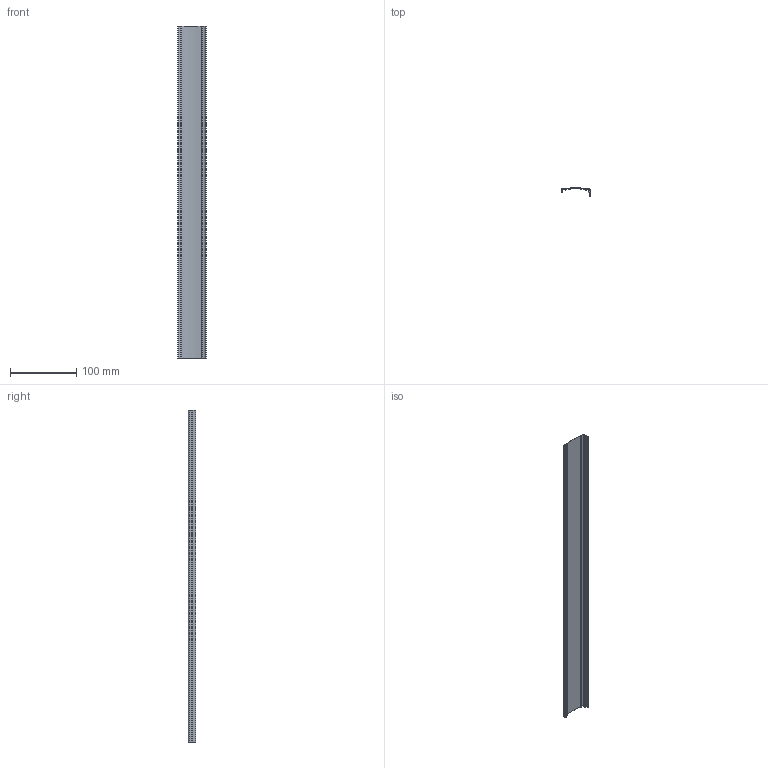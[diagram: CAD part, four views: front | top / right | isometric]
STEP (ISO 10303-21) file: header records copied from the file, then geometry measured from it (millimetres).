
FILE_DESCRIPTION(/* description */ ('STEP AP214'),/* implementation_level */ '2;1');
FILE_NAME(/* name */ '1212479_DADS-AB-G6-10-500',/* time_stamp */ '2024-08-13T14:23:20+02:00',/* author */ ('License CC BY-ND 4.0'),/* organization */ ('CADENAS'),/* preprocessor_version */ 'ST-DEVELOPER v19.3',/* originating_system */ 'PARTsolutions',/* authorisation */ ' ');
FILE_SCHEMA (('AUTOMOTIVE_DESIGN {1 0 10303 214 3 1 1}'));
Length unit declared in the file: millimetre
Products named in the file (2): 1212479 DADS-AB-G6-10-500; 1212383 DADS-AB-G6-10-500---(P)
Assembly tree (1 placements, depth 2):
  1212479 DADS-AB-G6-10-500
    1212383 DADS-AB-G6-10-500---(P)
Bounding box: 43.59 x 11.57 x 500 mm (x, y, z)
Volume: 27177.5 mm3; surface area: 62794 mm2
Topology: 1 solids, 1 shells, 57 faces, 165 edges, 110 vertices
Faces by surface type: cylinder 31, plane 26
Entity records: 1950 total; most frequent: DIRECTION 345, CARTESIAN_POINT 334, ORIENTED_EDGE 330, EDGE_CURVE 165, AXIS2_PLACEMENT_3D 121, VERTEX_POINT 110, LINE 103, VECTOR 103
